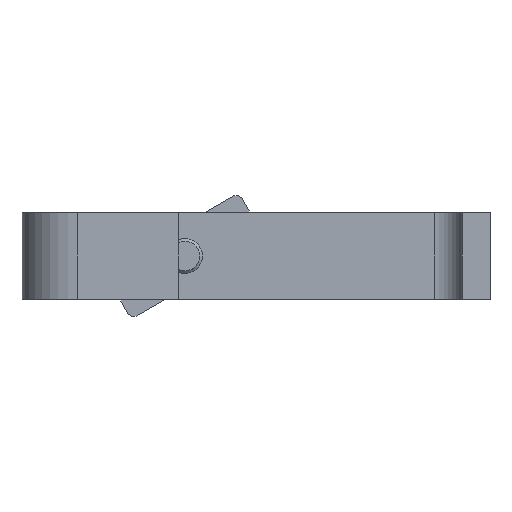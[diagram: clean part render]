
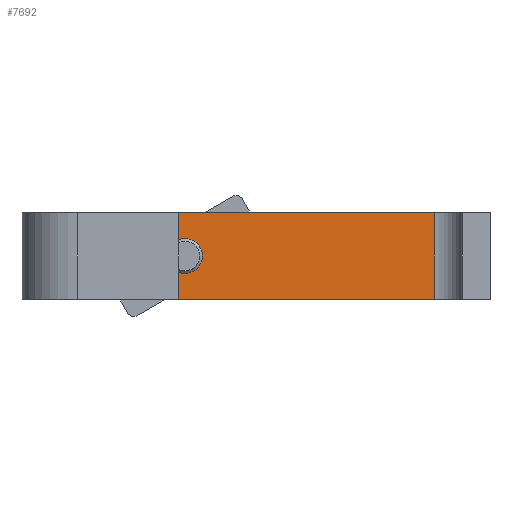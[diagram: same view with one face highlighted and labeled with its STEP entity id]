
A CAD part, left-side view. The second image highlights one B-rep face of the part: STEP entity #7692.
In plain terms, the highlighted planar face has unit normal (-1, 0, 0).
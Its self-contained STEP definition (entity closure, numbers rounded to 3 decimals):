
#52 = DIRECTION ( 'NONE',  ( 0., 0., -1. ) ) ;
#64 = CARTESIAN_POINT ( 'NONE',  ( 26., 111., 12.5 ) ) ;
#279 = EDGE_CURVE ( 'NONE', #650, #13864, #4915, .T. ) ;
#409 = DIRECTION ( 'NONE',  ( -1., 0., 0. ) ) ;
#428 = AXIS2_PLACEMENT_3D ( 'NONE', #1001, #12778, #12663 ) ;
#650 = VERTEX_POINT ( 'NONE', #7490 ) ;
#859 = EDGE_CURVE ( 'NONE', #650, #15208, #14543, .T. ) ;
#928 = AXIS2_PLACEMENT_3D ( 'NONE', #11661, #10298, #6517 ) ;
#1001 = CARTESIAN_POINT ( 'NONE',  ( 26., 80., 0. ) ) ;
#1565 = PLANE ( 'NONE',  #9099 ) ;
#2077 = VECTOR ( 'NONE', #13901, 1000. ) ;
#2101 = VERTEX_POINT ( 'NONE', #16268 ) ;
#2235 = CARTESIAN_POINT ( 'NONE',  ( 26., 111., 12.5 ) ) ;
#2487 = CARTESIAN_POINT ( 'NONE',  ( 26., 8., 12.5 ) ) ;
#3028 = EDGE_CURVE ( 'NONE', #15208, #14169, #6586, .T. ) ;
#4049 = DIRECTION ( 'NONE',  ( 0., 1., 0. ) ) ;
#4180 = EDGE_CURVE ( 'NONE', #13864, #14169, #11400, .T. ) ;
#4505 = FACE_OUTER_BOUND ( 'NONE', #4603, .T. ) ;
#4603 = EDGE_LOOP ( 'NONE', ( #13332, #6087, #7713, #12872 ) ) ;
#4915 = LINE ( 'NONE', #2487, #6943 ) ;
#4962 = EDGE_CURVE ( 'NONE', #2101, #15883, #8746, .T. ) ;
#5465 = CARTESIAN_POINT ( 'NONE',  ( 26., 80., 4.25 ) ) ;
#6087 = ORIENTED_EDGE ( 'NONE', *, *, #279, .F. ) ;
#6517 = DIRECTION ( 'NONE',  ( 0., 0., 1. ) ) ;
#6586 = LINE ( 'NONE', #2235, #11014 ) ;
#6943 = VECTOR ( 'NONE', #52, 1000. ) ;
#7142 = CARTESIAN_POINT ( 'NONE',  ( 26., 111., -12.5 ) ) ;
#7408 = CARTESIAN_POINT ( 'NONE',  ( 26., 0., 12.5 ) ) ;
#7474 = CIRCLE ( 'NONE', #928, 4.25 ) ;
#7490 = CARTESIAN_POINT ( 'NONE',  ( 26., 8., 12.5 ) ) ;
#7692 = ADVANCED_FACE ( 'NONE', ( #10340, #4505 ), #1565, .T. ) ;
#7713 = ORIENTED_EDGE ( 'NONE', *, *, #859, .T. ) ;
#7976 = CARTESIAN_POINT ( 'NONE',  ( 26., 0., 12.5 ) ) ;
#8450 = CARTESIAN_POINT ( 'NONE',  ( 26., 8., -12.5 ) ) ;
#8746 = CIRCLE ( 'NONE', #428, 4.25 ) ;
#9099 = AXIS2_PLACEMENT_3D ( 'NONE', #7976, #409, #10726 ) ;
#9312 = ORIENTED_EDGE ( 'NONE', *, *, #14457, .F. ) ;
#9343 = CARTESIAN_POINT ( 'NONE',  ( 26., 0., -12.5 ) ) ;
#9379 = VECTOR ( 'NONE', #4049, 1000. ) ;
#10298 = DIRECTION ( 'NONE',  ( -1., 0., 0. ) ) ;
#10340 = FACE_BOUND ( 'NONE', #14104, .T. ) ;
#10587 = ORIENTED_EDGE ( 'NONE', *, *, #4962, .F. ) ;
#10726 = DIRECTION ( 'NONE',  ( 0., 0., 1. ) ) ;
#11014 = VECTOR ( 'NONE', #15213, 1000. ) ;
#11400 = LINE ( 'NONE', #9343, #9379 ) ;
#11661 = CARTESIAN_POINT ( 'NONE',  ( 26., 80., 0. ) ) ;
#12663 = DIRECTION ( 'NONE',  ( 0., 0., 1. ) ) ;
#12778 = DIRECTION ( 'NONE',  ( -1., 0., 0. ) ) ;
#12872 = ORIENTED_EDGE ( 'NONE', *, *, #3028, .T. ) ;
#13332 = ORIENTED_EDGE ( 'NONE', *, *, #4180, .F. ) ;
#13864 = VERTEX_POINT ( 'NONE', #8450 ) ;
#13901 = DIRECTION ( 'NONE',  ( 0., 1., 0. ) ) ;
#14104 = EDGE_LOOP ( 'NONE', ( #10587, #9312 ) ) ;
#14169 = VERTEX_POINT ( 'NONE', #7142 ) ;
#14457 = EDGE_CURVE ( 'NONE', #15883, #2101, #7474, .T. ) ;
#14543 = LINE ( 'NONE', #7408, #2077 ) ;
#15208 = VERTEX_POINT ( 'NONE', #64 ) ;
#15213 = DIRECTION ( 'NONE',  ( 0., 0., -1. ) ) ;
#15883 = VERTEX_POINT ( 'NONE', #5465 ) ;
#16268 = CARTESIAN_POINT ( 'NONE',  ( 26., 80., -4.25 ) ) ;
